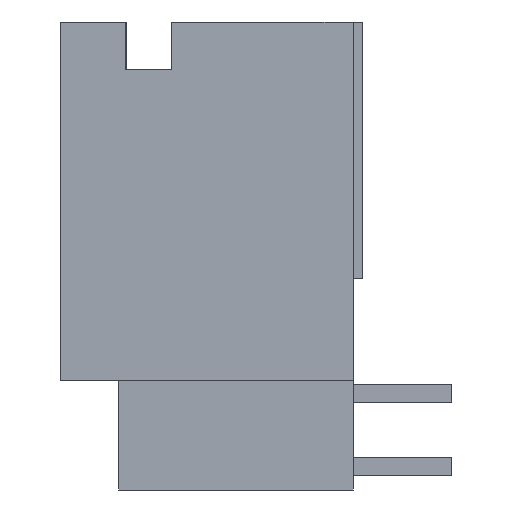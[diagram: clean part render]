
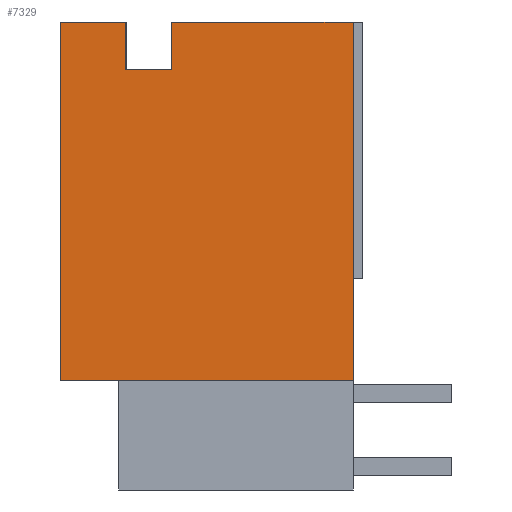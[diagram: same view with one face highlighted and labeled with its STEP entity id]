
A CAD part, left-side view. The second image highlights one B-rep face of the part: STEP entity #7329.
In plain terms, the highlighted planar face has unit normal (-1, 0, 0).
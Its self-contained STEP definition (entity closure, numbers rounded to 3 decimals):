
#136=DIRECTION('',(0.,-1.,0.));
#137=VECTOR('',#136,6.287);
#138=CARTESIAN_POINT('',(-26.822,1.207,0.));
#139=LINE('',#138,#137);
#160=DIRECTION('',(0.,-1.,0.));
#161=VECTOR('',#160,2.286);
#162=CARTESIAN_POINT('',(-26.822,5.08,0.));
#163=LINE('',#162,#161);
#408=DIRECTION('',(0.,0.,-1.));
#409=VECTOR('',#408,12.421);
#410=CARTESIAN_POINT('',(-26.822,-5.08,0.));
#411=LINE('',#410,#409);
#1246=DIRECTION('',(0.,0.,-1.));
#1247=VECTOR('',#1246,1.651);
#1248=CARTESIAN_POINT('',(-26.822,2.794,0.));
#1249=LINE('',#1248,#1247);
#1250=DIRECTION('',(0.,1.,0.));
#1251=VECTOR('',#1250,1.588);
#1252=CARTESIAN_POINT('',(-26.822,1.207,-1.651));
#1253=LINE('',#1252,#1251);
#1254=DIRECTION('',(0.,0.,-1.));
#1255=VECTOR('',#1254,1.651);
#1256=CARTESIAN_POINT('',(-26.822,1.207,0.));
#1257=LINE('',#1256,#1255);
#1258=DIRECTION('',(0.,0.,-1.));
#1259=VECTOR('',#1258,12.421);
#1260=CARTESIAN_POINT('',(-26.822,5.08,0.));
#1261=LINE('',#1260,#1259);
#1302=DIRECTION('',(0.,-1.,0.));
#1303=VECTOR('',#1302,10.16);
#1304=CARTESIAN_POINT('',(-26.822,5.08,-12.421));
#1305=LINE('',#1304,#1303);
#4735=CARTESIAN_POINT('',(-26.822,5.08,0.));
#4737=VERTEX_POINT('',#4735);
#4738=CARTESIAN_POINT('',(-26.822,5.08,-12.421));
#4739=CARTESIAN_POINT('',(-26.822,-5.08,-12.421));
#4740=VERTEX_POINT('',#4738);
#4741=VERTEX_POINT('',#4739);
#4746=CARTESIAN_POINT('',(-26.822,-5.08,0.));
#4747=VERTEX_POINT('',#4746);
#4804=CARTESIAN_POINT('',(-26.822,2.794,0.));
#4805=VERTEX_POINT('',#4804);
#4806=CARTESIAN_POINT('',(-26.822,1.207,0.));
#4807=VERTEX_POINT('',#4806);
#4812=CARTESIAN_POINT('',(-26.822,1.207,-1.651));
#4813=CARTESIAN_POINT('',(-26.822,2.794,-1.651));
#4814=VERTEX_POINT('',#4812);
#4815=VERTEX_POINT('',#4813);
#7310=CARTESIAN_POINT('',(-26.822,5.08,0.));
#7311=DIRECTION('',(-1.,0.,0.));
#7312=DIRECTION('',(0.,-1.,0.));
#7313=AXIS2_PLACEMENT_3D('',#7310,#7311,#7312);
#7314=PLANE('',#7313);
#7315=ORIENTED_EDGE('',*,*,#6335,.T.);
#7317=ORIENTED_EDGE('',*,*,#7316,.T.);
#7318=ORIENTED_EDGE('',*,*,#7286,.F.);
#7320=ORIENTED_EDGE('',*,*,#7319,.F.);
#7321=ORIENTED_EDGE('',*,*,#6315,.T.);
#7322=ORIENTED_EDGE('',*,*,#6551,.T.);
#7324=ORIENTED_EDGE('',*,*,#7323,.F.);
#7326=ORIENTED_EDGE('',*,*,#7325,.F.);
#7327=EDGE_LOOP('',(#7315,#7317,#7318,#7320,#7321,#7322,#7324,#7326));
#7328=FACE_OUTER_BOUND('',#7327,.F.);
#7329=ADVANCED_FACE('',(#7328),#7314,.T.);
#6315=EDGE_CURVE('',#4807,#4747,#139,.T.);
#6335=EDGE_CURVE('',#4737,#4805,#163,.T.);
#6551=EDGE_CURVE('',#4747,#4741,#411,.T.);
#7286=EDGE_CURVE('',#4814,#4815,#1253,.T.);
#7316=EDGE_CURVE('',#4805,#4815,#1249,.T.);
#7319=EDGE_CURVE('',#4807,#4814,#1257,.T.);
#7323=EDGE_CURVE('',#4740,#4741,#1305,.T.);
#7325=EDGE_CURVE('',#4737,#4740,#1261,.T.);
